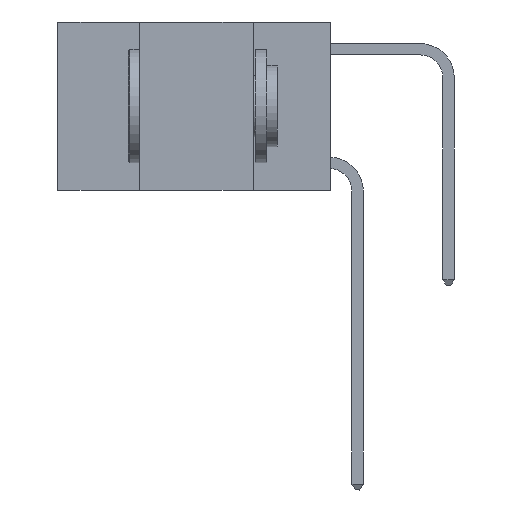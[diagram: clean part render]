
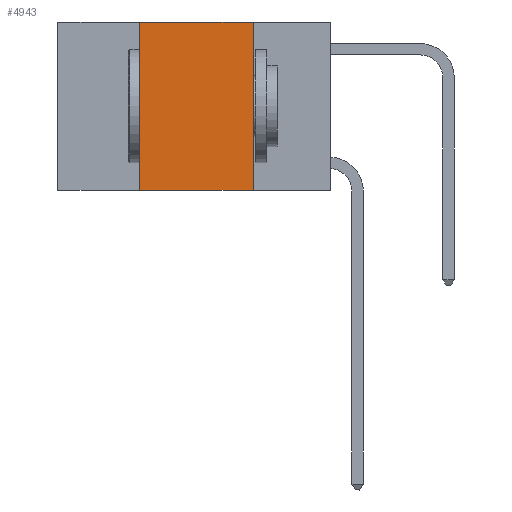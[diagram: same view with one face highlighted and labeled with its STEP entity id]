
A CAD part, left-side view. The second image highlights one B-rep face of the part: STEP entity #4943.
In plain terms, the highlighted planar face has unit normal (-1, 0, 0).
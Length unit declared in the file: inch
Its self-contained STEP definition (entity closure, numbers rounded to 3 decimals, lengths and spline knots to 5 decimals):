
#1043 = DIRECTION ( 'NONE',  ( 0., -1., 0. ) ) ;
#1490 = EDGE_CURVE ( 'NONE', #4185, #12641, #12564, .T. ) ;
#1955 = FACE_OUTER_BOUND ( 'NONE', #8892, .T. ) ;
#2632 = LINE ( 'NONE', #6367, #13487 ) ;
#2715 = DIRECTION ( 'NONE',  ( 1., 0., 0. ) ) ;
#2756 = ORIENTED_EDGE ( 'NONE', *, *, #8657, .F. ) ;
#3250 = CARTESIAN_POINT ( 'NONE',  ( 0., 0.42, -0.37 ) ) ;
#4005 = ORIENTED_EDGE ( 'NONE', *, *, #10996, .F. ) ;
#4185 = VERTEX_POINT ( 'NONE', #3250 ) ;
#4943 = ADVANCED_FACE ( 'NONE', ( #1955 ), #6962, .F. ) ;
#5145 = VERTEX_POINT ( 'NONE', #12663 ) ;
#5345 = CARTESIAN_POINT ( 'NONE',  ( 0., 0.6, 0. ) ) ;
#5832 = ORIENTED_EDGE ( 'NONE', *, *, #9400, .T. ) ;
#5934 = AXIS2_PLACEMENT_3D ( 'NONE', #9051, #2715, #10118 ) ;
#6367 = CARTESIAN_POINT ( 'NONE',  ( 0., 0.6, -0.37 ) ) ;
#6385 = CARTESIAN_POINT ( 'NONE',  ( 0., 0.17, -0.37 ) ) ;
#6690 = VECTOR ( 'NONE', #10650, 39.37008 ) ;
#6962 = PLANE ( 'NONE',  #5934 ) ;
#7354 = CARTESIAN_POINT ( 'NONE',  ( 0., 0.42, 0. ) ) ;
#8194 = VECTOR ( 'NONE', #8484, 39.37008 ) ;
#8484 = DIRECTION ( 'NONE',  ( 0., -1., 0. ) ) ;
#8657 = EDGE_CURVE ( 'NONE', #12641, #5145, #13385, .T. ) ;
#8892 = EDGE_LOOP ( 'NONE', ( #4005, #2756, #12068, #5832 ) ) ;
#9051 = CARTESIAN_POINT ( 'NONE',  ( 0., 0.6, 0. ) ) ;
#9400 = EDGE_CURVE ( 'NONE', #4185, #10510, #2632, .T. ) ;
#10118 = DIRECTION ( 'NONE',  ( 0., 0., -1. ) ) ;
#10194 = CARTESIAN_POINT ( 'NONE',  ( 0., 0.17, 0. ) ) ;
#10510 = VERTEX_POINT ( 'NONE', #6385 ) ;
#10587 = VECTOR ( 'NONE', #11314, 39.37008 ) ;
#10650 = DIRECTION ( 'NONE',  ( 0., 0., 1. ) ) ;
#10832 = CARTESIAN_POINT ( 'NONE',  ( 0., 0.42, 0. ) ) ;
#10916 = LINE ( 'NONE', #10194, #10587 ) ;
#10996 = EDGE_CURVE ( 'NONE', #5145, #10510, #10916, .T. ) ;
#11314 = DIRECTION ( 'NONE',  ( 0., 0., -1. ) ) ;
#12068 = ORIENTED_EDGE ( 'NONE', *, *, #1490, .F. ) ;
#12564 = LINE ( 'NONE', #10832, #6690 ) ;
#12641 = VERTEX_POINT ( 'NONE', #7354 ) ;
#12663 = CARTESIAN_POINT ( 'NONE',  ( 0., 0.17, 0. ) ) ;
#13385 = LINE ( 'NONE', #5345, #8194 ) ;
#13487 = VECTOR ( 'NONE', #1043, 39.37008 ) ;
